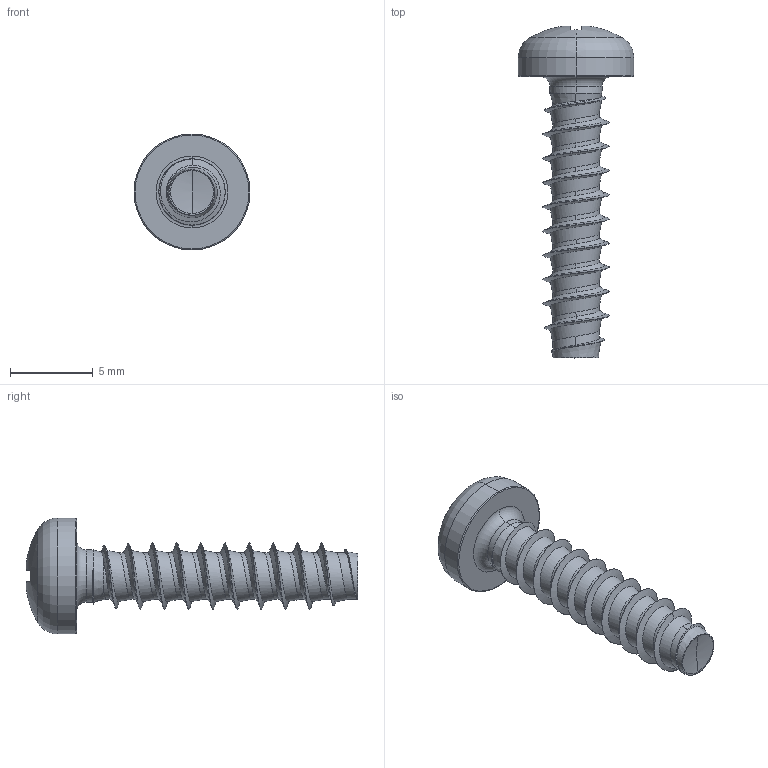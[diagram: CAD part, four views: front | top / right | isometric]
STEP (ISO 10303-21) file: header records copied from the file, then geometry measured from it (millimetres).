
FILE_DESCRIPTION (( 'STEP AP203' ), '1' );
FILE_NAME ('STP320400170.STEP', '2019-05-15T18:32:57', ( '' ), ( '' ), 'SwSTEP 2.0', 'SolidWorks 2015', '' );
FILE_SCHEMA (( 'CONFIG_CONTROL_DESIGN' ));
Length unit declared in the file: millimetre
Products named in the file (2): STP320400170
Bounding box: 7 x 20.05 x 7 mm (x, y, z)
Volume: 212.8 mm3; surface area: 375.8 mm2
Topology: 1 solids, 1 shells, 184 faces, 423 edges, 241 vertices
Faces by surface type: bspline 51, cylinder 47, torus 28, sphere 28, plane 22, cone 8
Entity records: 23743 total; most frequent: CARTESIAN_POINT 19862, ORIENTED_EDGE 842, DIRECTION 723, EDGE_CURVE 421, AXIS2_PLACEMENT_3D 322, VERTEX_POINT 241, CIRCLE 187, EDGE_LOOP 186
